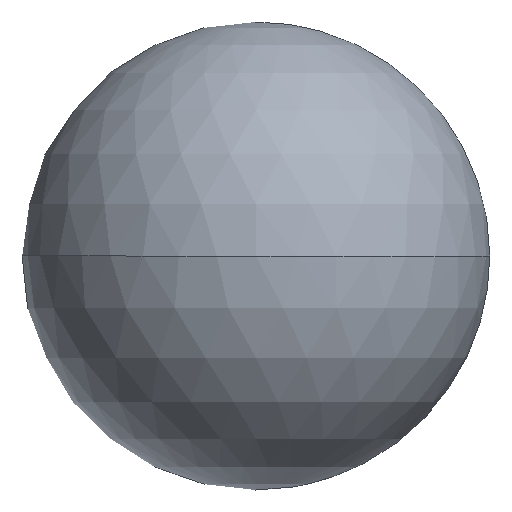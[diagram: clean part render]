
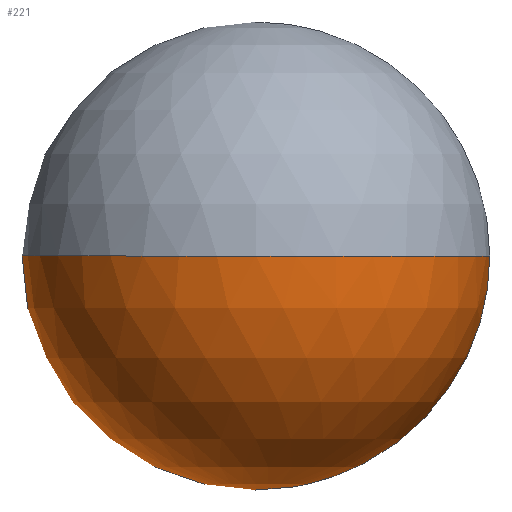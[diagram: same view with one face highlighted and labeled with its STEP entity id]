
A CAD part, left-side view. The second image highlights one B-rep face of the part: STEP entity #221.
In plain terms, the highlighted spherical face has radius 20 mm.
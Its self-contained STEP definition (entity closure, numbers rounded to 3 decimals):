
#10 = DIRECTION ( 'NONE',  ( 0., 0., 1. ) ) ;
#17 = CARTESIAN_POINT ( 'NONE',  ( 13.995, 14.288, 0. ) ) ;
#18 = EDGE_CURVE ( 'NONE', #57, #74, #33, .T. ) ;
#21 = CARTESIAN_POINT ( 'NONE',  ( 13.995, -14.288, 0. ) ) ;
#33 = CIRCLE ( 'NONE', #105, 14.288 ) ;
#36 = DIRECTION ( 'NONE',  ( 0., 0., 1. ) ) ;
#38 = ORIENTED_EDGE ( 'NONE', *, *, #268, .T. ) ;
#40 = AXIS2_PLACEMENT_3D ( 'NONE', #127, #10, #110 ) ;
#42 = AXIS2_PLACEMENT_3D ( 'NONE', #46, #107, #106 ) ;
#43 = DIRECTION ( 'NONE',  ( 0., -1., 0. ) ) ;
#46 = CARTESIAN_POINT ( 'NONE',  ( 13.995, 0., 0. ) ) ;
#57 = VERTEX_POINT ( 'NONE', #213 ) ;
#58 = CARTESIAN_POINT ( 'NONE',  ( -20., 0., 0. ) ) ;
#60 = DIRECTION ( 'NONE',  ( -1., 0., 0. ) ) ;
#61 = CIRCLE ( 'NONE', #102, 20. ) ;
#65 = AXIS2_PLACEMENT_3D ( 'NONE', #148, #237, #43 ) ;
#71 = CIRCLE ( 'NONE', #42, 14.288 ) ;
#74 = VERTEX_POINT ( 'NONE', #21 ) ;
#76 = ORIENTED_EDGE ( 'NONE', *, *, #139, .T. ) ;
#80 = VERTEX_POINT ( 'NONE', #17 ) ;
#81 = FACE_OUTER_BOUND ( 'NONE', #271, .T. ) ;
#87 = EDGE_CURVE ( 'NONE', #80, #95, #263, .T. ) ;
#95 = VERTEX_POINT ( 'NONE', #58 ) ;
#102 = AXIS2_PLACEMENT_3D ( 'NONE', #137, #215, #245 ) ;
#105 = AXIS2_PLACEMENT_3D ( 'NONE', #252, #60, #36 ) ;
#106 = DIRECTION ( 'NONE',  ( 0., 0., 1. ) ) ;
#107 = DIRECTION ( 'NONE',  ( -1., 0., 0. ) ) ;
#110 = DIRECTION ( 'NONE',  ( 0., -1., 0. ) ) ;
#127 = CARTESIAN_POINT ( 'NONE',  ( 0., 0., 0. ) ) ;
#129 = SPHERICAL_SURFACE ( 'NONE', #40, 20. ) ;
#137 = CARTESIAN_POINT ( 'NONE',  ( 0., 0., 0. ) ) ;
#139 = EDGE_CURVE ( 'NONE', #74, #95, #61, .T. ) ;
#148 = CARTESIAN_POINT ( 'NONE',  ( 0., 0., 0. ) ) ;
#188 = ORIENTED_EDGE ( 'NONE', *, *, #87, .F. ) ;
#213 = CARTESIAN_POINT ( 'NONE',  ( 13.995, 0., -14.288 ) ) ;
#215 = DIRECTION ( 'NONE',  ( 0., 0., -1. ) ) ;
#221 = ADVANCED_FACE ( 'NONE', ( #81 ), #129, .T. ) ;
#233 = ORIENTED_EDGE ( 'NONE', *, *, #18, .T. ) ;
#237 = DIRECTION ( 'NONE',  ( 0., 0., 1. ) ) ;
#245 = DIRECTION ( 'NONE',  ( -1., 0., 0. ) ) ;
#252 = CARTESIAN_POINT ( 'NONE',  ( 13.995, 0., 0. ) ) ;
#263 = CIRCLE ( 'NONE', #65, 20. ) ;
#268 = EDGE_CURVE ( 'NONE', #80, #57, #71, .T. ) ;
#271 = EDGE_LOOP ( 'NONE', ( #188, #38, #233, #76 ) ) ;
